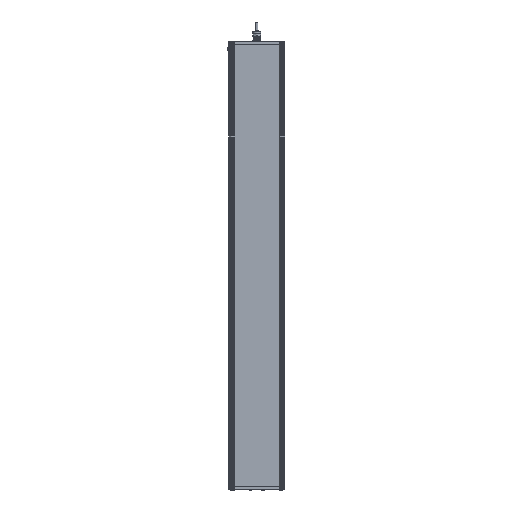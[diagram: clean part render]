
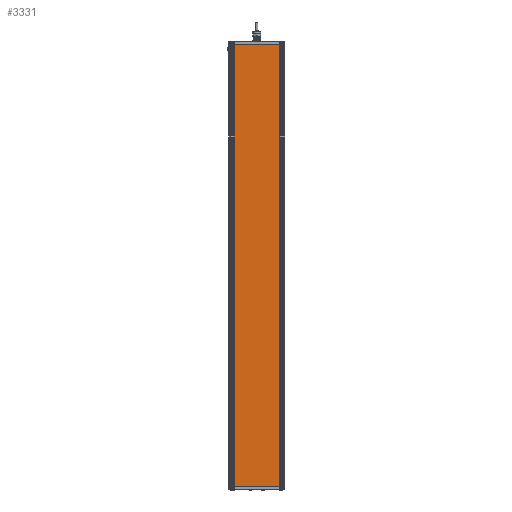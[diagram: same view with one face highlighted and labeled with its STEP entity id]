
A CAD part, front view. The second image highlights one B-rep face of the part: STEP entity #3331.
In plain terms, the highlighted face is planar.
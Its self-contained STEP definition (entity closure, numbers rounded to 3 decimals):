
#3331=ADVANCED_FACE('',(#7318),#7320,.T.);
#7318=FACE_BOUND('',#7319,.T.);
#7319=EDGE_LOOP('',(#33381,#33382,#33383,#33384));
#7320=PLANE('',#7321);
#7321=AXIS2_PLACEMENT_3D('',#7322,#7323,#7324);
#7322=CARTESIAN_POINT('',(2111.497,401.002,-34.582));
#7323=DIRECTION('',(0.,0.,-1.));
#7324=DIRECTION('',(0.,1.,0.));
#33381=ORIENTED_EDGE('',*,*,#37411,.F.);
#33382=ORIENTED_EDGE('',*,*,#37410,.T.);
#33383=ORIENTED_EDGE('',*,*,#37412,.F.);
#33384=ORIENTED_EDGE('',*,*,#37402,.F.);
#37402=EDGE_CURVE('',#40854,#40857,#40858,.T.);
#37410=EDGE_CURVE('',#40867,#40869,#40871,.T.);
#37411=EDGE_CURVE('',#40867,#40854,#40872,.T.);
#37412=EDGE_CURVE('',#40857,#40869,#40873,.T.);
#40854=VERTEX_POINT('',#48498);
#40857=VERTEX_POINT('',#48503);
#40858=LINE('',#48504,#48505);
#40867=VERTEX_POINT('',#48525);
#40869=VERTEX_POINT('',#48529);
#40871=LINE('',#48533,#48534);
#40872=LINE('',#48536,#48537);
#40873=LINE('',#48539,#48540);
#48498=CARTESIAN_POINT('',(2111.497,401.002,-34.582));
#48503=CARTESIAN_POINT('',(3607.497,401.002,-34.582));
#48504=CARTESIAN_POINT('',(2111.497,401.002,-34.582));
#48505=VECTOR('',#48506,1.);
#48506=DIRECTION('',(1.,0.,0.));
#48525=CARTESIAN_POINT('',(2111.497,565.13,-34.582));
#48529=CARTESIAN_POINT('',(3607.497,565.13,-34.582));
#48533=CARTESIAN_POINT('',(2111.497,565.13,-34.582));
#48534=VECTOR('',#48535,1.);
#48535=DIRECTION('',(1.,0.,0.));
#48536=CARTESIAN_POINT('',(2111.497,565.13,-34.582));
#48537=VECTOR('',#48538,1.);
#48538=DIRECTION('',(0.,-1.,0.));
#48539=CARTESIAN_POINT('',(3607.497,401.002,-34.582));
#48540=VECTOR('',#48541,1.);
#48541=DIRECTION('',(0.,1.,0.));
